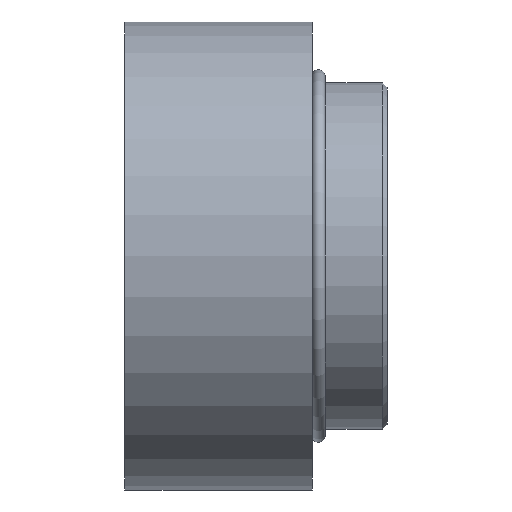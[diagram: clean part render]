
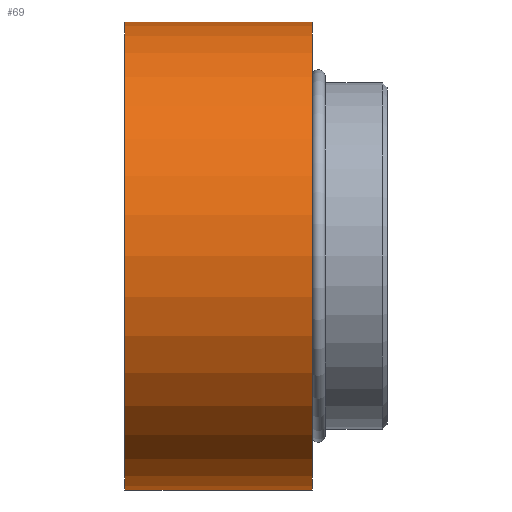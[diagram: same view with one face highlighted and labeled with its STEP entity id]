
A CAD part, left-side view. The second image highlights one B-rep face of the part: STEP entity #69.
In plain terms, the highlighted cylindrical face has radius 25 mm (diameter 50 mm), a partial arc.
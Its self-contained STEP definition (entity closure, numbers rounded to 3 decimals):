
#2 = CIRCLE ( 'NONE', #614, 25. ) ;
#11 = CIRCLE ( 'NONE', #593, 25. ) ;
#22 = EDGE_CURVE ( 'NONE', #122, #123, #373, .T. ) ;
#34 = EDGE_CURVE ( 'NONE', #123, #124, #11, .T. ) ;
#45 = EDGE_CURVE ( 'NONE', #121, #124, #442, .T. ) ;
#49 = EDGE_CURVE ( 'NONE', #122, #121, #2, .T. ) ;
#69 = ADVANCED_FACE ( 'NONE', ( #569 ), #570, .T. ) ;
#121 = VERTEX_POINT ( 'NONE', #279 ) ;
#122 = VERTEX_POINT ( 'NONE', #280 ) ;
#123 = VERTEX_POINT ( 'NONE', #281 ) ;
#124 = VERTEX_POINT ( 'NONE', #282 ) ;
#139 = ORIENTED_EDGE ( 'NONE', *, *, #34, .F. ) ;
#144 = ORIENTED_EDGE ( 'NONE', *, *, #22, .F. ) ;
#145 = ORIENTED_EDGE ( 'NONE', *, *, #49, .T. ) ;
#146 = ORIENTED_EDGE ( 'NONE', *, *, #45, .T. ) ;
#183 = EDGE_LOOP ( 'NONE', ( #144, #145, #146, #139 ) ) ;
#220 = CARTESIAN_POINT ( 'NONE',  ( 0., -10.273, 0. ) ) ;
#221 = DIRECTION ( 'NONE',  ( 0., -1., 0. ) ) ;
#222 = DIRECTION ( 'NONE',  ( 0., 0., -1. ) ) ;
#279 = CARTESIAN_POINT ( 'NONE',  ( 0., 17., -25. ) ) ;
#280 = CARTESIAN_POINT ( 'NONE',  ( 0., 17., 25. ) ) ;
#281 = CARTESIAN_POINT ( 'NONE',  ( 0., -3., 25. ) ) ;
#282 = CARTESIAN_POINT ( 'NONE',  ( 0., -3., -25. ) ) ;
#373 = LINE ( 'NONE', #374, #635 ) ;
#374 = CARTESIAN_POINT ( 'NONE',  ( 0., -10.273, 25. ) ) ;
#375 = DIRECTION ( 'NONE',  ( 0., -1., 0. ) ) ;
#408 = CARTESIAN_POINT ( 'NONE',  ( 0., -3., 0. ) ) ;
#409 = DIRECTION ( 'NONE',  ( 0., -1., 0. ) ) ;
#410 = DIRECTION ( 'NONE',  ( 0., 0., -1. ) ) ;
#442 = LINE ( 'NONE', #443, #611 ) ;
#443 = CARTESIAN_POINT ( 'NONE',  ( 0., -10.273, -25. ) ) ;
#444 = DIRECTION ( 'NONE',  ( 0., -1., 0. ) ) ;
#453 = CARTESIAN_POINT ( 'NONE',  ( 0., 17., 0. ) ) ;
#454 = DIRECTION ( 'NONE',  ( 0., -1., 0. ) ) ;
#455 = DIRECTION ( 'NONE',  ( 0., 0., -1. ) ) ;
#565 = AXIS2_PLACEMENT_3D ( 'NONE', #220, #221, #222 ) ;
#569 = FACE_OUTER_BOUND ( 'NONE', #183, .T. ) ;
#570 = CYLINDRICAL_SURFACE ( 'NONE', #565, 25. ) ;
#593 = AXIS2_PLACEMENT_3D ( 'NONE', #408, #409, #410 ) ;
#611 = VECTOR ( 'NONE', #444, 1000. ) ;
#614 = AXIS2_PLACEMENT_3D ( 'NONE', #453, #454, #455 ) ;
#635 = VECTOR ( 'NONE', #375, 1000. ) ;
